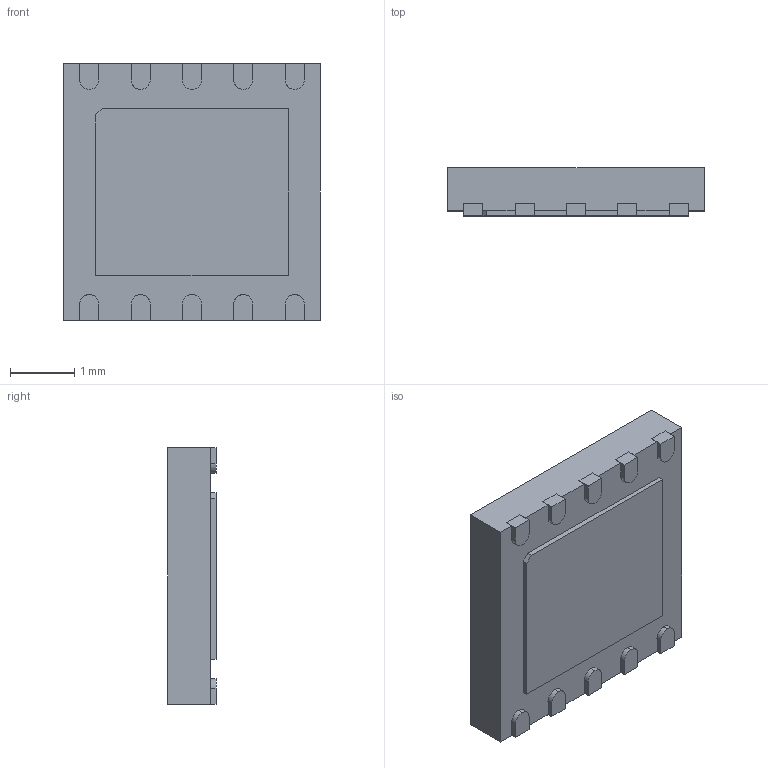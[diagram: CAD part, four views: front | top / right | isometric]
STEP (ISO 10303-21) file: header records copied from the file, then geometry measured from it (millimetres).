
FILE_DESCRIPTION (( 'STEP AP214' ), '1' );
FILE_NAME ('User Library-PWSON-N10_1EPThermalVia_4.1x4.1mm_P0.8mm.STEP', '2021-09-10T18:48:38', ( '' ), ( '' ), 'SwSTEP 2.0', 'SolidWorks 2021', '' );
FILE_SCHEMA (( 'AUTOMOTIVE_DESIGN' ));
Length unit declared in the file: millimetre
Products named in the file (4): EPAD; User Library-PWSON-N10_1EPThermalVia_4.1x4.1mm_P0.8mm; Pin^Assem1; Body
Assembly tree (12 placements, depth 2):
  User Library-PWSON-N10_1EPThermalVia_4.1x4.1mm_P0.8mm
    Pin^Assem1  x10
    EPAD
    Body
Bounding box: 4 x 0.75 x 4 mm (x, y, z)
Volume: 11.4 mm3; surface area: 67.5 mm2
Topology: 12 solids, 12 shells, 147 faces, 363 edges, 242 vertices
Faces by surface type: plane 100, cylinder 47
Entity records: 3800 total; most frequent: DIRECTION 484, CARTESIAN_POINT 479, ORIENTED_EDGE 456, EDGE_CURVE 228, LINE 170, VECTOR 170, AXIS2_PLACEMENT_3D 157, VERTEX_POINT 152
